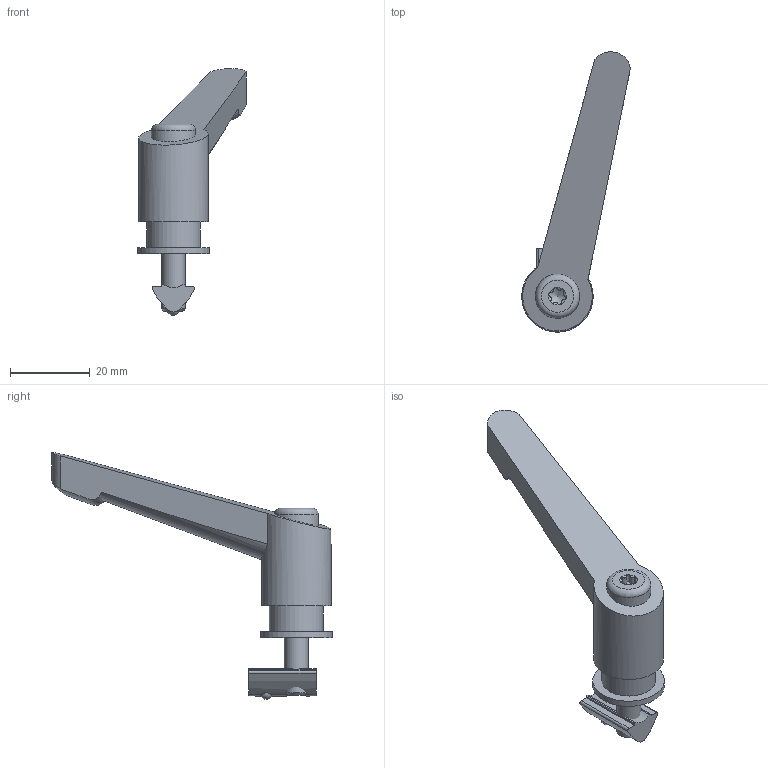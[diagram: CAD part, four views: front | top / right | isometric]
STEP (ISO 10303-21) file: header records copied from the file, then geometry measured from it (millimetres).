
FILE_DESCRIPTION(/* description */ (''),/* implementation_level */ '2;1');
FILE_NAME(/* name */ '10714_KriTec_Teleskop-Feststellsatz_8_40x40.stp',/* time_stamp */ '2020-09-22T12:22:20+02:00',/* author */ ('Nell'),/* organization */ (''),/* preprocessor_version */ 'ST-DEVELOPER v17',/* originating_system */ 'Autodesk Inventor 2018',/* authorisation */ '');
FILE_SCHEMA (('AUTOMOTIVE_DESIGN { 1 0 10303 214 3 1 1 }'));
Length unit declared in the file: millimetre
Products named in the file (4): 10714_KriTec_Teleskop-Feststellsatz_8_40x40; 10356; DIN 9021 - 6,4; 14113
Assembly tree (3 placements, depth 2):
  10714_KriTec_Teleskop-Feststellsatz_8_40x40
    10356
    DIN 9021 - 6,4
    14113
Bounding box: 27.33 x 70.42 x 62.04 mm (x, y, z)
Volume: 13528.9 mm3; surface area: 5660.5 mm2
Topology: 3 solids, 3 shells, 65 faces, 177 edges, 118 vertices
Faces by surface type: cylinder 33, plane 19, cone 9, torus 2, sphere 1, bspline 1
Full cylindrical faces by diameter (mm): 4.917 x1, 6 x1, 6.4 x1, 13.5 x1, 17.5 x1, 18 x1
Entity records: 2683 total; most frequent: CARTESIAN_POINT 917, ORIENTED_EDGE 350, DIRECTION 327, EDGE_CURVE 175, AXIS2_PLACEMENT_3D 132, VERTEX_POINT 118, EDGE_LOOP 71, FACE_OUTER_BOUND 65
